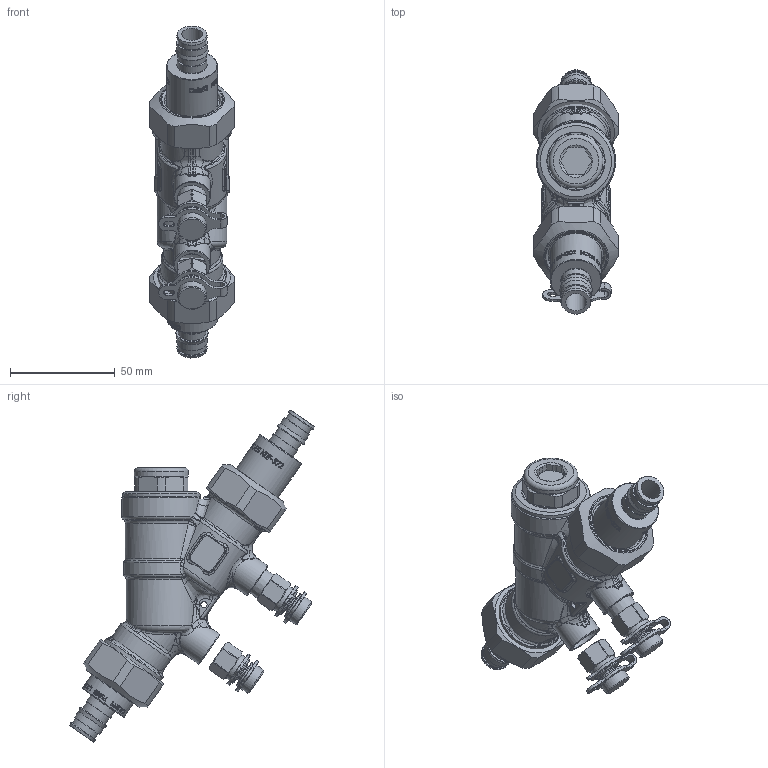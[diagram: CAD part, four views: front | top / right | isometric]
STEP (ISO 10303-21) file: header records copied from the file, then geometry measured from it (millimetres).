
FILE_DESCRIPTION(/* description */ (''),/* implementation_level */ '2;1');
FILE_NAME(/* name */ '128442AFC_Simplify_1.stp',/* time_stamp */ '2025-07-21T15:58:29-05:00',/* author */ ('ischreiner'),/* organization */ (''),/* preprocessor_version */ 'ST-DEVELOPER v20',/* originating_system */ 'Autodesk Inventor 2025',/* authorisation */ '');
FILE_SCHEMA (('AUTOMOTIVE_DESIGN { 1 0 10303 214 3 1 1 }'));
Length unit declared in the file: inch
Products named in the file (1): 128442AFC_Simplify_1
Bounding box: 40.63 x 116.96 x 158.77 mm (x, y, z)
Volume: 166021.8 mm3; surface area: 43952.4 mm2
Topology: 7 solids, 7 shells, 2102 faces, 5391 edges, 3398 vertices
Faces by surface type: bspline 1146, plane 574, cylinder 254, cone 77, torus 47, sphere 4
Full cylindrical faces by diameter (mm): 3 x1, 8 x2, 9.906 x2, 11.5 x2, 12 x4, 12.2 x2, 13.284 x4, 13.5 x6, 13.9 x2, 14.097 x2, 14.605 x2, 17.5 x2, 19.939 x1, 20.091 x2, 20.6 x1, 20.701 x1, 22 x1, 24.384 x2, 25.8 x1, 25.908 x1, 26.924 x2, 27.686 x1, 29.5 x1, 29.515 x1, 29.972 x1, 30 x2, 30.302 x2, 33.1 x2, 37 x1
Entity records: 182231 total; most frequent: CARTESIAN_POINT 135931, ORIENTED_EDGE 10746, DIRECTION 6489, EDGE_CURVE 5373, VERTEX_POINT 3398, AXIS2_PLACEMENT_3D 2391, EDGE_LOOP 2237, B_SPLINE_CURVE_WITH_KNOTS 2172
